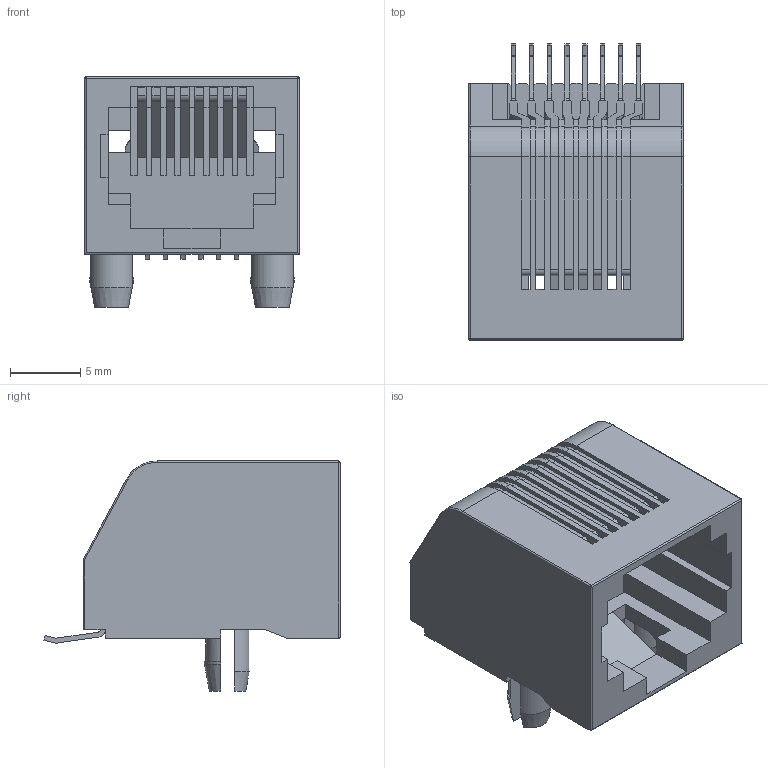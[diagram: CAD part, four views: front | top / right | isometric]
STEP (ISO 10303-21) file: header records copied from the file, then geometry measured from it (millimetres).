
FILE_DESCRIPTION( ( 'Unknown' ), '1' );
FILE_NAME( '634008137221.stp', 'Unknown', ( 'Unknown' ), ( 'Unknown' ), 'PSStep 17.0.49', 'Unknown', ' ' );
FILE_SCHEMA( ( 'AUTOMOTIVE_DESIGN { 1 0 10303 214 1 1 1 1 }' ) );
Length unit declared in the file: millimetre
Products named in the file (10): Assem1; Insulator; Pins
Assembly tree (9 placements, depth 2):
  Assem1
    Insulator
    Pins
    Pins
    Pins
    Pins
    Pins
    Pins
    Pins
    Pins
Bounding box: 15.24 x 21.06 x 16.36 mm (x, y, z)
Volume: 1534.9 mm3; surface area: 3176.1 mm2
Topology: 9 solids, 9 shells, 649 faces, 1881 edges, 1228 vertices
Faces by surface type: plane 463, cylinder 178, cone 4, sphere 2, torus 2
Entity records: 26575 total; most frequent: CARTESIAN_POINT 3790, ORIENTED_EDGE 3758, DIRECTION 3549, EDGE_CURVE 1879, LINE 1511, VECTOR 1511, VERTEX_POINT 1228, AXIS2_PLACEMENT_3D 1019
